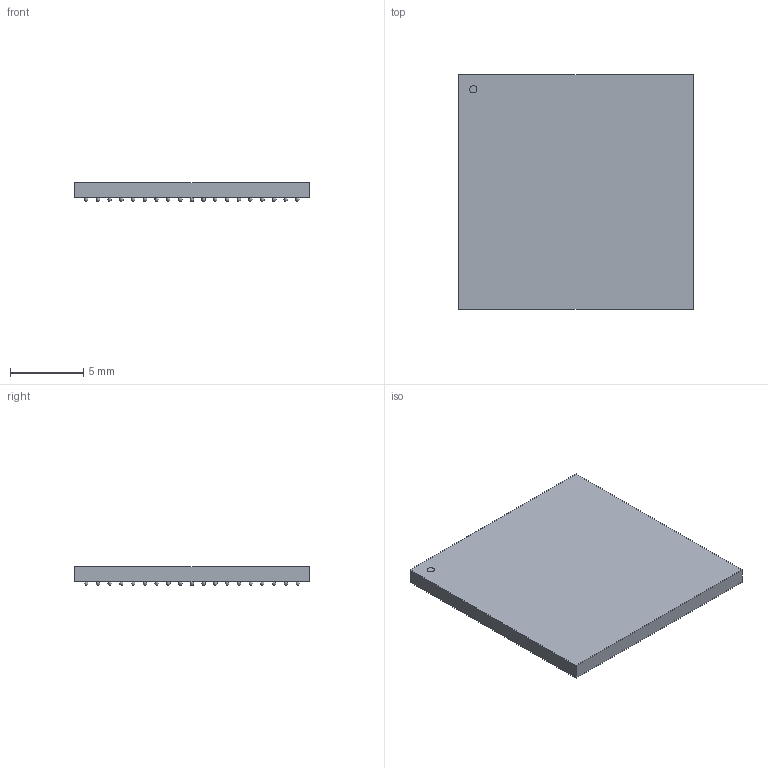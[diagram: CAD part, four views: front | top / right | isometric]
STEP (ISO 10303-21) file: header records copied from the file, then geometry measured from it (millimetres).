
FILE_DESCRIPTION(('HOOPS Exchange Step'),'2;1');
FILE_NAME('export-D209380C-48C2-4883-959F-D33DC1DC8F10.stp','2023-02-20T22:15:15+16:00',('Daxxn'),('Alibre'),'HOOPS Exchange 2022.0','Alibre','Unknown authorisation');
FILE_SCHEMA( ('AP242_MANAGED_MODEL_BASED_3D_ENGINEERING_MIM_LF {1 0 10303 442 1 1 4 }') );
Length unit declared in the file: centimetre
Products named in the file (1): LFBGA354-P08
Bounding box: 16 x 16 x 1.29 mm (x, y, z)
Volume: 269.5 mm3; surface area: 648.1 mm2
Topology: 1 solids, 1 shells, 362 faces, 1433 edges, 1074 vertices
Faces by surface type: sphere 354, plane 7, cylinder 1
Full cylindrical faces by diameter (mm): 0.5 x1
Entity records: 14424 total; most frequent: DIRECTION 2873, CARTESIAN_POINT 2517, ORIENTED_EDGE 2158, AXIS2_PLACEMENT_3D 1430, EDGE_CURVE 1079, VERTEX_POINT 1074, CIRCLE 1066, EDGE_LOOP 717
